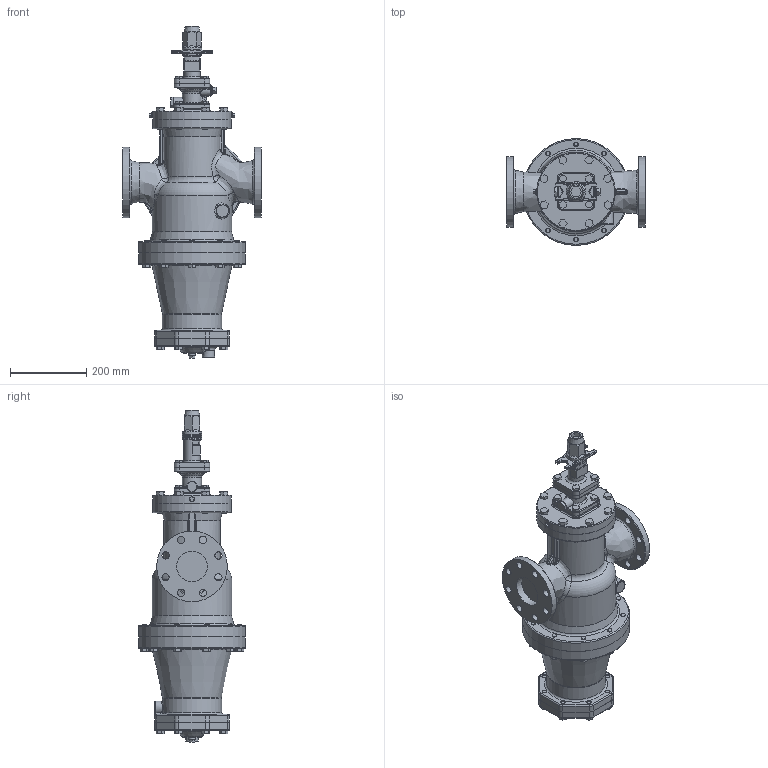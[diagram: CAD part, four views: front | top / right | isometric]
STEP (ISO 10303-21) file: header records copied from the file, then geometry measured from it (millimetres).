
FILE_DESCRIPTION(/* description */ (''),/* implementation_level */ '2;1');
FILE_NAME(/* name */ 'cos16-080-jis10-00.stp',/* time_stamp */ '2017-10-11T08:22:31+09:00',/* author */ ('nakaot'),/* organization */ (''),/* preprocessor_version */ 'ST-DEVELOPER v15.6',/* originating_system */ 'Autodesk Inventor 2015',/* authorisation */ '');
FILE_SCHEMA (('CONFIG_CONTROL_DESIGN'));
Length unit declared in the file: millimetre
Products named in the file (1): cos16-080-jis10-00
Bounding box: 362 x 280 x 870.4 mm (x, y, z)
Volume: 21597590.1 mm3; surface area: 1155548.5 mm2
Topology: 6 solids, 6 shells, 1019 faces, 2431 edges, 1535 vertices
Faces by surface type: plane 494, cylinder 293, bspline 116, torus 64, sphere 30, cone 22
Full cylindrical faces by diameter (mm): 8.376 x4, 10 x4, 10.106 x26, 12 x30, 14 x26, 17.475 x1, 19 x16, 27 x1, 30 x1, 32 x1, 42 x1, 44.924 x1, 48.648 x1, 51 x1, 52 x1, 80 x2, 94.101 x1, 111.052 x1, 155 x1, 185 x2, 193.783 x1, 206 x2, 208 x1, 280 x2
Entity records: 34548 total; most frequent: CARTESIAN_POINT 12365, DIRECTION 4443, ORIENTED_EDGE 4346, EDGE_CURVE 2173, AXIS2_PLACEMENT_3D 1663, VERTEX_POINT 1447, EDGE_LOOP 1382, LINE 1117
